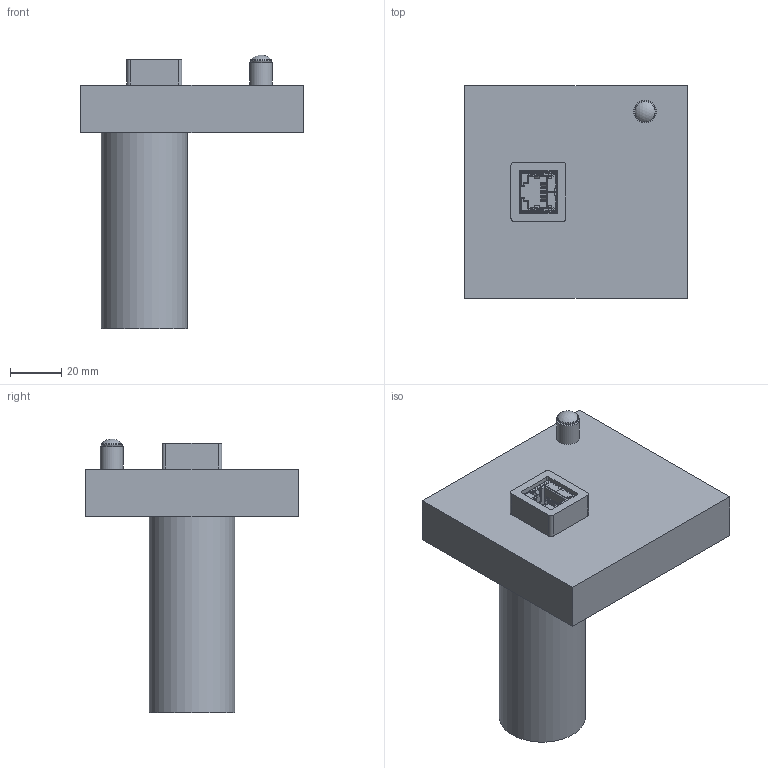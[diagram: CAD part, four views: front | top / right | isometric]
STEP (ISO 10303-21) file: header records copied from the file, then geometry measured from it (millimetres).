
FILE_DESCRIPTION(/* description */ (''),/* implementation_level */ '2;1');
FILE_NAME(/* name */ 'PASIF_1G_Simplify.stp',/* time_stamp */ '2025-04-25T14:08:01-04:00',/* author */ ('djm.electronics'),/* organization */ (''),/* preprocessor_version */ 'ST-DEVELOPER v20',/* originating_system */ 'Autodesk Inventor 2025',/* authorisation */ '');
FILE_SCHEMA (('AUTOMOTIVE_DESIGN { 1 0 10303 214 3 1 1 }'));
Products named in the file (1): PASIF_1G_Simplify
Bounding box: 86.36 x 82.55 x 106.39 mm (x, y, z)
Volume: 159290.1 mm3; surface area: 51289.7 mm2
Topology: 1 solids, 1 shells, 1985 faces, 5613 edges, 3649 vertices
Faces by surface type: plane 1194, cylinder 621, bspline 137, torus 24, sphere 9
Full cylindrical faces by diameter (mm): 8.179 x1, 8.89 x1, 21.517 x1, 24.028 x1, 33.401 x1
Entity records: 73041 total; most frequent: CARTESIAN_POINT 19362, ORIENTED_EDGE 11210, DIRECTION 10229, EDGE_CURVE 5605, LINE 4087, VECTOR 4087, VERTEX_POINT 3649, AXIS2_PLACEMENT_3D 3071
